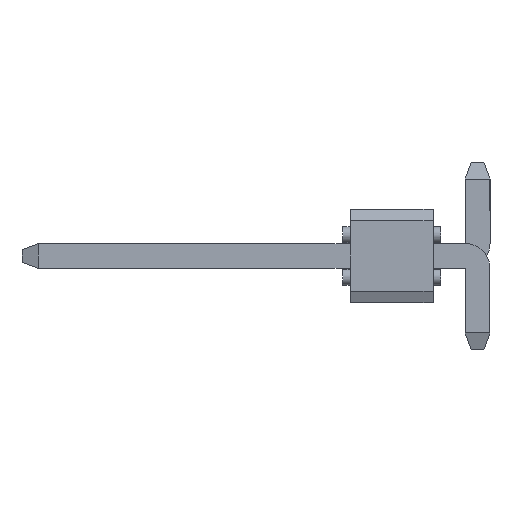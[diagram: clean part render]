
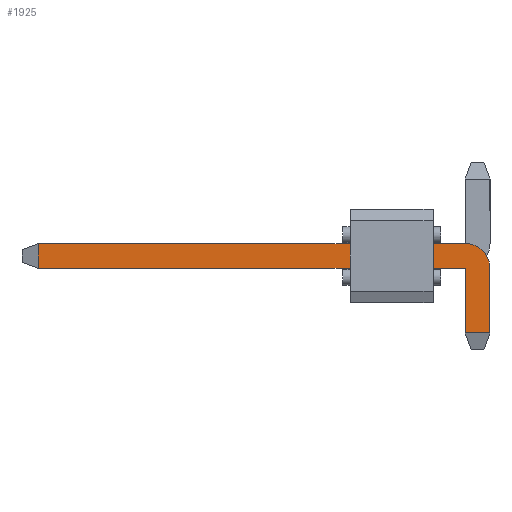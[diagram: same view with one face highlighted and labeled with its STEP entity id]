
A CAD part, left-side view. The second image highlights one B-rep face of the part: STEP entity #1925.
In plain terms, the highlighted planar face has unit normal (-1, 0, 0).
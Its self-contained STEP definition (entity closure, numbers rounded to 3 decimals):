
#71 = CARTESIAN_POINT ( 'NONE',  ( -5.4, 11.664, -0.32 ) ) ;
#169 = PLANE ( 'NONE',  #1660 ) ;
#319 = EDGE_CURVE ( 'NONE', #1002, #2910, #3917, .T. ) ;
#322 = CARTESIAN_POINT ( 'NONE',  ( -5.4, 0.64, -1.989 ) ) ;
#428 = CARTESIAN_POINT ( 'NONE',  ( -5.4, 0., -0.32 ) ) ;
#453 = FACE_OUTER_BOUND ( 'NONE', #2571, .T. ) ;
#457 = LINE ( 'NONE', #2857, #915 ) ;
#460 = EDGE_CURVE ( 'NONE', #1002, #2271, #2802, .T. ) ;
#477 = VECTOR ( 'NONE', #3392, 1000. ) ;
#508 = VECTOR ( 'NONE', #3352, 1000. ) ;
#577 = CARTESIAN_POINT ( 'NONE',  ( -5.4, 12.09, 0.32 ) ) ;
#619 = VECTOR ( 'NONE', #1731, 1000. ) ;
#733 = VERTEX_POINT ( 'NONE', #428 ) ;
#864 = ORIENTED_EDGE ( 'NONE', *, *, #983, .T. ) ;
#890 = ORIENTED_EDGE ( 'NONE', *, *, #1564, .T. ) ;
#915 = VECTOR ( 'NONE', #1697, 1000. ) ;
#961 = LINE ( 'NONE', #3092, #2379 ) ;
#983 = EDGE_CURVE ( 'NONE', #2177, #733, #961, .T. ) ;
#1002 = VERTEX_POINT ( 'NONE', #71 ) ;
#1008 = ORIENTED_EDGE ( 'NONE', *, *, #1486, .T. ) ;
#1177 = VECTOR ( 'NONE', #2891, 1000. ) ;
#1415 = CARTESIAN_POINT ( 'NONE',  ( -5.4, 12.09, -0.32 ) ) ;
#1454 = LINE ( 'NONE', #577, #619 ) ;
#1486 = EDGE_CURVE ( 'NONE', #2271, #3544, #2425, .T. ) ;
#1564 = EDGE_CURVE ( 'NONE', #733, #2062, #3474, .T. ) ;
#1658 = CARTESIAN_POINT ( 'NONE',  ( -5.4, 0.64, -0.32 ) ) ;
#1660 = AXIS2_PLACEMENT_3D ( 'NONE', #1415, #2644, #3843 ) ;
#1697 = DIRECTION ( 'NONE',  ( 0., -1., 0. ) ) ;
#1723 = ORIENTED_EDGE ( 'NONE', *, *, #319, .F. ) ;
#1728 = EDGE_CURVE ( 'NONE', #3544, #2177, #457, .T. ) ;
#1731 = DIRECTION ( 'NONE',  ( 0., -1., 0. ) ) ;
#1917 = CARTESIAN_POINT ( 'NONE',  ( -5.4, 11.664, 0.32 ) ) ;
#1925 = ADVANCED_FACE ( 'NONE', ( #453 ), #169, .F. ) ;
#2062 = VERTEX_POINT ( 'NONE', #3456 ) ;
#2177 = VERTEX_POINT ( 'NONE', #3187 ) ;
#2271 = VERTEX_POINT ( 'NONE', #1658 ) ;
#2276 = AXIS2_PLACEMENT_3D ( 'NONE', #3542, #3797, #2312 ) ;
#2312 = DIRECTION ( 'NONE',  ( 0., 0., -1. ) ) ;
#2379 = VECTOR ( 'NONE', #3359, 1000. ) ;
#2425 = LINE ( 'NONE', #2774, #477 ) ;
#2571 = EDGE_LOOP ( 'NONE', ( #3175, #864, #890, #3603, #1723, #3440, #1008 ) ) ;
#2600 = CARTESIAN_POINT ( 'NONE',  ( -5.4, 12.09, -0.32 ) ) ;
#2644 = DIRECTION ( 'NONE',  ( 1., 0., 0. ) ) ;
#2774 = CARTESIAN_POINT ( 'NONE',  ( -5.4, 0.64, 0.32 ) ) ;
#2802 = LINE ( 'NONE', #2600, #1177 ) ;
#2857 = CARTESIAN_POINT ( 'NONE',  ( -5.4, 0.64, -1.989 ) ) ;
#2891 = DIRECTION ( 'NONE',  ( 0., -1., 0. ) ) ;
#2910 = VERTEX_POINT ( 'NONE', #1917 ) ;
#3032 = CARTESIAN_POINT ( 'NONE',  ( -5.4, 11.664, -0.32 ) ) ;
#3092 = CARTESIAN_POINT ( 'NONE',  ( -5.4, 0., -0.32 ) ) ;
#3175 = ORIENTED_EDGE ( 'NONE', *, *, #1728, .T. ) ;
#3187 = CARTESIAN_POINT ( 'NONE',  ( -5.4, 0., -1.989 ) ) ;
#3352 = DIRECTION ( 'NONE',  ( 0., 0., 1. ) ) ;
#3359 = DIRECTION ( 'NONE',  ( 0., 0., 1. ) ) ;
#3392 = DIRECTION ( 'NONE',  ( 0., 0., -1. ) ) ;
#3440 = ORIENTED_EDGE ( 'NONE', *, *, #460, .T. ) ;
#3456 = CARTESIAN_POINT ( 'NONE',  ( -5.4, 0.64, 0.32 ) ) ;
#3474 = CIRCLE ( 'NONE', #2276, 0.64 ) ;
#3542 = CARTESIAN_POINT ( 'NONE',  ( -5.4, 0.64, -0.32 ) ) ;
#3544 = VERTEX_POINT ( 'NONE', #322 ) ;
#3603 = ORIENTED_EDGE ( 'NONE', *, *, #3861, .F. ) ;
#3797 = DIRECTION ( 'NONE',  ( -1., 0., 0. ) ) ;
#3843 = DIRECTION ( 'NONE',  ( 0., 0., -1. ) ) ;
#3861 = EDGE_CURVE ( 'NONE', #2910, #2062, #1454, .T. ) ;
#3917 = LINE ( 'NONE', #3032, #508 ) ;
